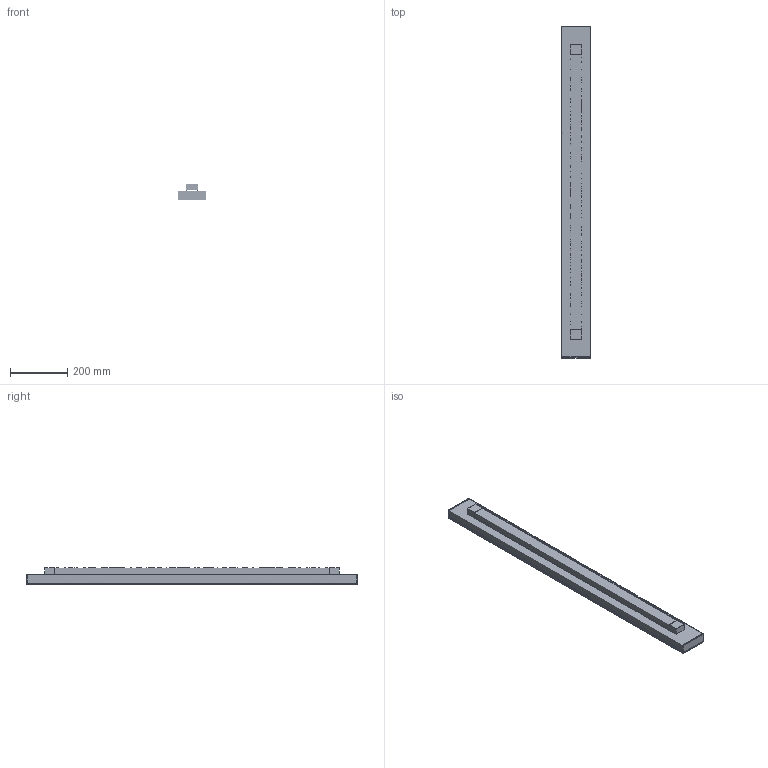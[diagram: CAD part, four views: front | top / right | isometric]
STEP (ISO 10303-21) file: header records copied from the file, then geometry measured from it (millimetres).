
FILE_DESCRIPTION(/* description */ (''),/* implementation_level */ '2;1');
FILE_NAME(/* name */ 'HOY LINEAR 1154 + end caps Stand Alone',/* time_stamp */ '2020-01-09T11:23:22+01:00',/* author */ (''),/* organization */ (''),/* preprocessor_version */ 'ST-DEVELOPER v15',/* originating_system */ '',/* authorisation */ '');
FILE_SCHEMA (('AUTOMOTIVE_DESIGN'));
Products named in the file (1): Document
Bounding box: 100.6 x 1162 x 58.5 mm (x, y, z)
Volume: 1108740.2 mm3; surface area: 992392 mm2
Topology: 139 solids, 143 shells, 3086 faces, 8400 edges, 5586 vertices
Faces by surface type: plane 3000, bspline 86
Entity records: 86734 total; most frequent: CARTESIAN_POINT 27967, ORIENTED_EDGE 16752, EDGE_CURVE 8392, B_SPLINE_CURVE_WITH_KNOTS 8190, VERTEX_POINT 5586, EDGE_LOOP 3088, ADVANCED_FACE 3086, FACE_OUTER_BOUND 3086
